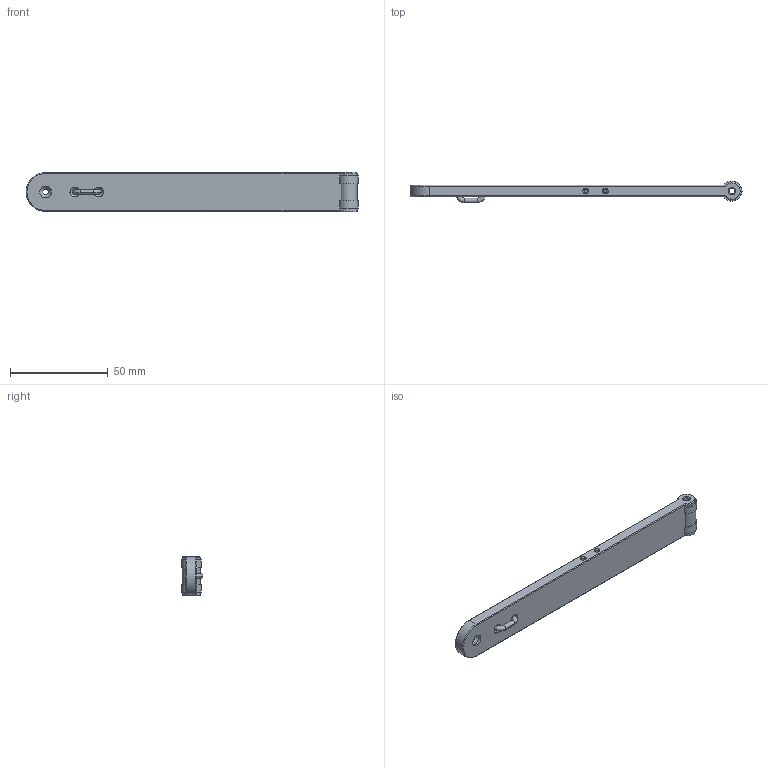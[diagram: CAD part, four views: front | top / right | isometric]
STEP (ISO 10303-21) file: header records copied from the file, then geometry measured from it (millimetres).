
FILE_DESCRIPTION (( 'STEP AP214' ), '1' );
FILE_NAME ('Pieza3.STEP', '2020-06-10T01:15:57', ( '' ), ( '' ), 'SwSTEP 2.0', 'SolidWorks 2013', '' );
FILE_SCHEMA (( 'AUTOMOTIVE_DESIGN' ));
Length unit declared in the file: millimetre
Products named in the file (1): Pieza3
Bounding box: 170 x 11.22 x 20 mm (x, y, z)
Volume: 19490.1 mm3; surface area: 11595.4 mm2
Topology: 4 solids, 4 shells, 123 faces, 294 edges, 175 vertices
Faces by surface type: cylinder 51, plane 33, cone 25, torus 14
Entity records: 3870 total; most frequent: DIRECTION 668, CARTESIAN_POINT 617, ORIENTED_EDGE 572, EDGE_CURVE 286, AXIS2_PLACEMENT_3D 266, VERTEX_POINT 175, CIRCLE 142, LINE 136
